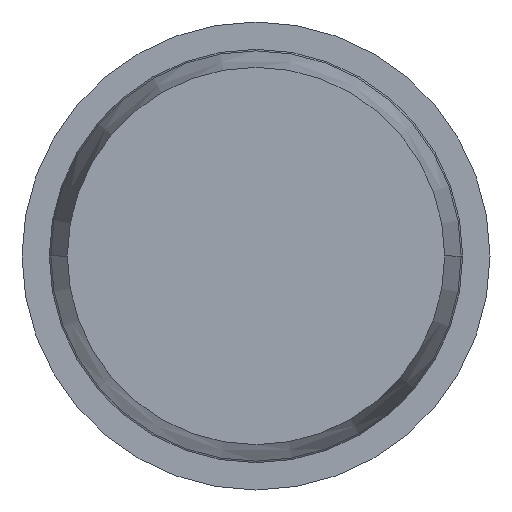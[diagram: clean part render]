
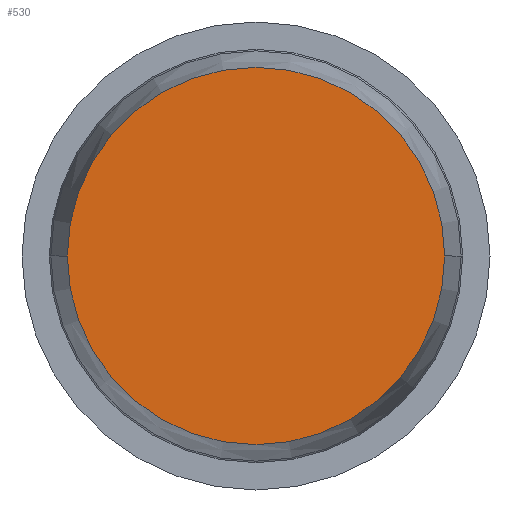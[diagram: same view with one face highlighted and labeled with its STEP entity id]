
A CAD part, front view. The second image highlights one B-rep face of the part: STEP entity #530.
In plain terms, the highlighted planar face has unit normal (0, -1, 0).
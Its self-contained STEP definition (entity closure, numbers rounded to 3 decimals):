
#48 = VERTEX_POINT ( 'NONE', #1422 ) ;
#327 = VERTEX_POINT ( 'NONE', #2655 ) ;
#411 = ORIENTED_EDGE ( 'NONE', *, *, #1795, .T. ) ;
#530 = ADVANCED_FACE ( 'Defeature ausgef�hrt1_0', ( #1592 ), #698, .T. ) ;
#553 = EDGE_LOOP ( 'NONE', ( #583, #411 ) ) ;
#583 = ORIENTED_EDGE ( 'NONE', *, *, #2958, .T. ) ;
#698 = PLANE ( 'NONE',  #916 ) ;
#916 = AXIS2_PLACEMENT_3D ( 'NONE', #1511, #2389, #970 ) ;
#970 = DIRECTION ( 'NONE',  ( 1., 0., 0. ) ) ;
#1333 = CARTESIAN_POINT ( 'NONE',  ( 0., -19., 0. ) ) ;
#1422 = CARTESIAN_POINT ( 'NONE',  ( 1.209, -19., 0. ) ) ;
#1511 = CARTESIAN_POINT ( 'NONE',  ( 0., -19., 0. ) ) ;
#1592 = FACE_OUTER_BOUND ( 'NONE', #553, .T. ) ;
#1795 = EDGE_CURVE ( 'Defeature ausgef�hrt1_0+Defeature ausgef�hrt1_10+Defeature ausgef�hrt1_10+Defeature ausgef�hrt1_10', #48, #327, #2578, .T. ) ;
#1885 = DIRECTION ( 'NONE',  ( 1., 0., 0. ) ) ;
#2200 = CIRCLE ( 'NONE', #3187, 1.209 ) ;
#2389 = DIRECTION ( 'NONE',  ( 0., -1., 0. ) ) ;
#2578 = CIRCLE ( 'NONE', #3544, 1.209 ) ;
#2655 = CARTESIAN_POINT ( 'NONE',  ( -1.209, -19., 0. ) ) ;
#2788 = DIRECTION ( 'NONE',  ( 0., -1., 0. ) ) ;
#2958 = EDGE_CURVE ( 'Defeature ausgef�hrt1_0+Defeature ausgef�hrt1_10+Defeature ausgef�hrt1_10+Defeature ausgef�hrt1_10', #327, #48, #2200, .T. ) ;
#3109 = CARTESIAN_POINT ( 'NONE',  ( 0., -19., 0. ) ) ;
#3187 = AXIS2_PLACEMENT_3D ( 'NONE', #3109, #3656, #3632 ) ;
#3544 = AXIS2_PLACEMENT_3D ( 'NONE', #1333, #2788, #1885 ) ;
#3632 = DIRECTION ( 'NONE',  ( 1., 0., 0. ) ) ;
#3656 = DIRECTION ( 'NONE',  ( 0., -1., 0. ) ) ;
